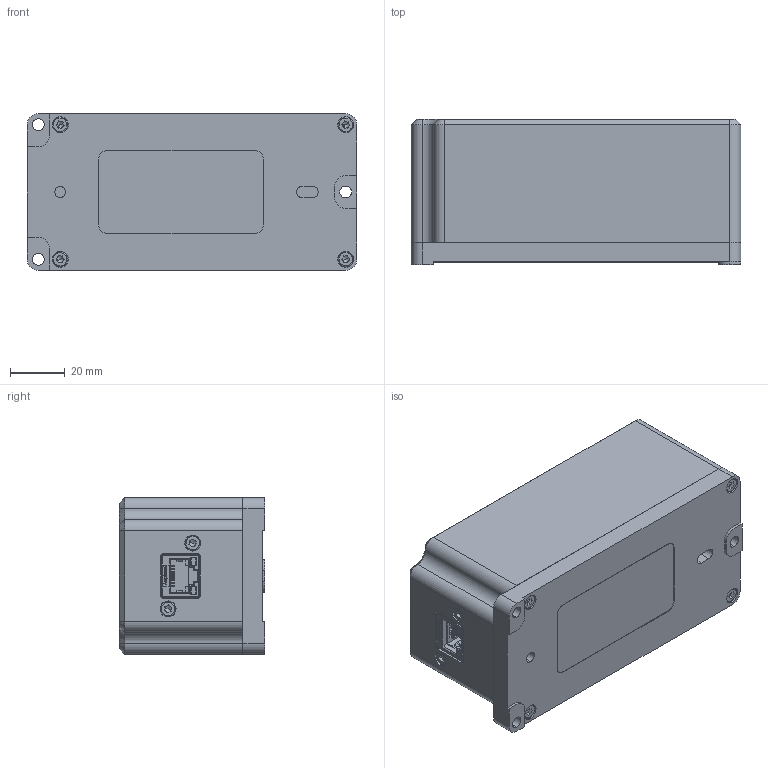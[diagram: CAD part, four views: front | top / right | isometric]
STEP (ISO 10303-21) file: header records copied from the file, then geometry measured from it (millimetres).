
FILE_DESCRIPTION (( 'STEP AP214' ), '1' );
FILE_NAME ('MRU-PoE-A001_A_23.10.2020.STEP', '2020-10-23T08:42:33', ( '' ), ( '' ), 'SwSTEP 2.0', 'SolidWorks 2020', '' );
FILE_SCHEMA (( 'AUTOMOTIVE_DESIGN' ));
Length unit declared in the file: millimetre
Products named in the file (6): MRU-PoE-A001_A_23.10.2020; MRJ5385M1-ND; MRU-PoE-P001; socket head cap screw_din_DIN 912 M3 x 6 --- 6N; MRU-PoE-P002; Mentor Light Guide - 1293.5001
Assembly tree (11 placements, depth 2):
  MRU-PoE-A001_A_23.10.2020
    MRU-PoE-P001
    MRU-PoE-P002
    MRJ5385M1-ND
    socket head cap screw_din_DIN 912 M3 x 6 --- 6N  x6
    Mentor Light Guide - 1293.5001  x2
Bounding box: 120 x 53 x 57 mm (x, y, z)
Volume: 132213.2 mm3; surface area: 65196.4 mm2
Topology: 11 solids, 11 shells, 1327 faces, 3474 edges, 2194 vertices
Faces by surface type: bspline 895, cylinder 164, plane 164, cone 76, torus 24, sphere 4
Entity records: 41364 total; most frequent: CARTESIAN_POINT 19188, ORIENTED_EDGE 6276, EDGE_CURVE 3138, B_SPLINE_CURVE_WITH_KNOTS 2084, VERTEX_POINT 2022, DIRECTION 1625, EDGE_LOOP 1318, ADVANCED_FACE 1186
